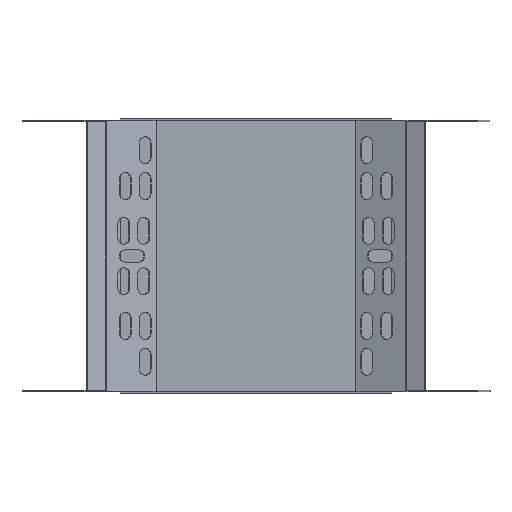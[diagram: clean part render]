
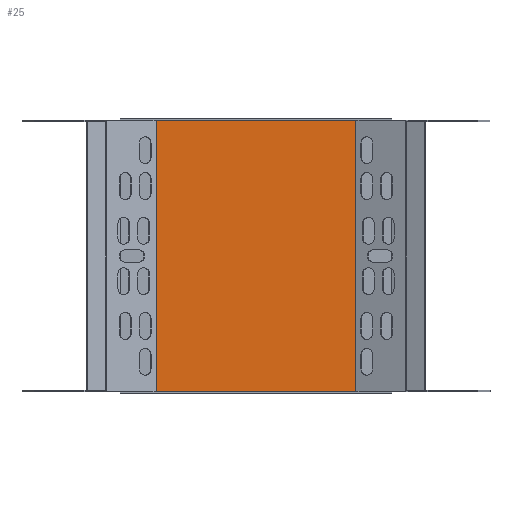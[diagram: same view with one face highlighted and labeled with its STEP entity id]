
A CAD part, front view. The second image highlights one B-rep face of the part: STEP entity #25.
In plain terms, the highlighted planar face has unit normal (0, -1, 0).
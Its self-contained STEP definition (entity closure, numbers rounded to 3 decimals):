
#25 = ADVANCED_FACE ( 'NONE', ( #5245 ), #4123, .T. ) ;
#465 = CARTESIAN_POINT ( 'NONE',  ( -56.881, -101., -75.8 ) ) ;
#508 = DIRECTION ( 'NONE',  ( 0., 0., 1. ) ) ;
#533 = LINE ( 'NONE', #720, #7822 ) ;
#535 = LINE ( 'NONE', #465, #5942 ) ;
#720 = CARTESIAN_POINT ( 'NONE',  ( 55.75, -101., -74. ) ) ;
#775 = DIRECTION ( 'NONE',  ( 0., 0., 1. ) ) ;
#901 = VERTEX_POINT ( 'NONE', #6012 ) ;
#975 = CARTESIAN_POINT ( 'NONE',  ( 56.881, -101., 75.8 ) ) ;
#980 = CARTESIAN_POINT ( 'NONE',  ( -55.75, -101., 75.8 ) ) ;
#1240 = DIRECTION ( 'NONE',  ( 1., 0., 0. ) ) ;
#1649 = ORIENTED_EDGE ( 'NONE', *, *, #3908, .F. ) ;
#1700 = DIRECTION ( 'NONE',  ( -1., 0., 0. ) ) ;
#3123 = AXIS2_PLACEMENT_3D ( 'NONE', #6124, #6754, #8026 ) ;
#3282 = EDGE_CURVE ( 'NONE', #6473, #901, #533, .T. ) ;
#3583 = EDGE_CURVE ( 'NONE', #901, #6727, #7572, .T. ) ;
#3742 = ORIENTED_EDGE ( 'NONE', *, *, #3583, .T. ) ;
#3790 = CARTESIAN_POINT ( 'NONE',  ( -55.75, -101., -75.8 ) ) ;
#3908 = EDGE_CURVE ( 'NONE', #4462, #6727, #6795, .T. ) ;
#3978 = EDGE_LOOP ( 'NONE', ( #1649, #7089, #8699, #3742 ) ) ;
#4081 = VECTOR ( 'NONE', #1700, 1000. ) ;
#4108 = CARTESIAN_POINT ( 'NONE',  ( -55.75, -101., -74. ) ) ;
#4123 = PLANE ( 'NONE',  #3123 ) ;
#4462 = VERTEX_POINT ( 'NONE', #3790 ) ;
#5245 = FACE_OUTER_BOUND ( 'NONE', #3978, .T. ) ;
#5635 = CARTESIAN_POINT ( 'NONE',  ( 55.75, -101., -75.8 ) ) ;
#5942 = VECTOR ( 'NONE', #1240, 1000. ) ;
#6012 = CARTESIAN_POINT ( 'NONE',  ( 55.75, -101., 75.8 ) ) ;
#6124 = CARTESIAN_POINT ( 'NONE',  ( -55.75, -101., -74. ) ) ;
#6473 = VERTEX_POINT ( 'NONE', #5635 ) ;
#6727 = VERTEX_POINT ( 'NONE', #980 ) ;
#6754 = DIRECTION ( 'NONE',  ( 0., -1., 0. ) ) ;
#6795 = LINE ( 'NONE', #4108, #8229 ) ;
#7089 = ORIENTED_EDGE ( 'NONE', *, *, #7099, .T. ) ;
#7099 = EDGE_CURVE ( 'NONE', #4462, #6473, #535, .T. ) ;
#7572 = LINE ( 'NONE', #975, #4081 ) ;
#7822 = VECTOR ( 'NONE', #775, 1000. ) ;
#8026 = DIRECTION ( 'NONE',  ( -1., 0., 0. ) ) ;
#8229 = VECTOR ( 'NONE', #508, 1000. ) ;
#8699 = ORIENTED_EDGE ( 'NONE', *, *, #3282, .T. ) ;
